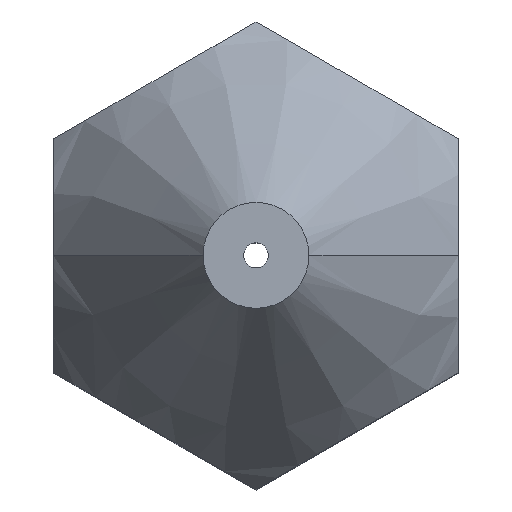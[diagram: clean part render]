
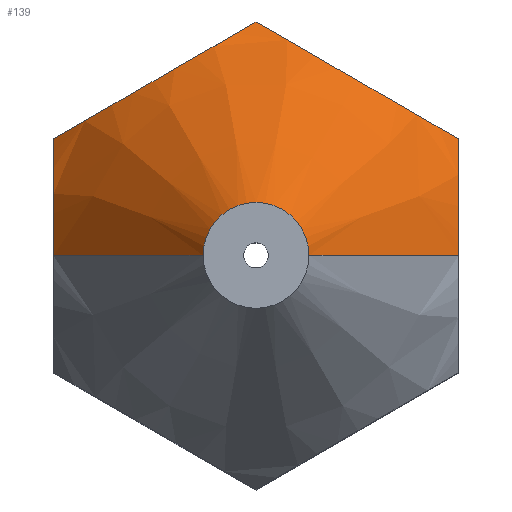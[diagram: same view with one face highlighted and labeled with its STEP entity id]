
A CAD part, top view. The second image highlights one B-rep face of the part: STEP entity #139.
In plain terms, the highlighted conical face has half-angle 34.992 degrees and reference radius 0.85 mm.
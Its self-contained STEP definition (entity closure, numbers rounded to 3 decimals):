
#13 = ORIENTED_EDGE ( 'NONE', *, *, #396, .F. ) ;
#14 = CARTESIAN_POINT ( 'NONE',  ( -3.25, 1.876, 0.353 ) ) ;
#15 = CONICAL_SURFACE ( 'NONE', #438, 0.85, 0.611 ) ;
#18 = CARTESIAN_POINT ( 'NONE',  ( -3.25, 0., 1.071 ) ) ;
#20 = LINE ( 'NONE', #646, #632 ) ;
#33 = VERTEX_POINT ( 'NONE', #414 ) ;
#35 = FACE_OUTER_BOUND ( 'NONE', #238, .T. ) ;
#45 = CARTESIAN_POINT ( 'NONE',  ( 3.25, 1.876, 0.353 ) ) ;
#46 = CARTESIAN_POINT ( 'NONE',  ( -2.349, 2.396, 0.925 ) ) ;
#48 = CARTESIAN_POINT ( 'NONE',  ( 3.25, 1.876, 0.353 ) ) ;
#49 = CARTESIAN_POINT ( 'NONE',  ( -1.92, 2.644, 1.052 ) ) ;
#85 = LINE ( 'NONE', #446, #270 ) ;
#120 = CARTESIAN_POINT ( 'NONE',  ( 0., 3.753, 0.353 ) ) ;
#131 = EDGE_CURVE ( 'NONE', #33, #638, #701, .T. ) ;
#136 = CARTESIAN_POINT ( 'NONE',  ( 1.33, 2.985, 1.052 ) ) ;
#139 = ADVANCED_FACE ( 'NONE', ( #35 ), #15, .T. ) ;
#143 = DIRECTION ( 'NONE',  ( 0., 0., -1. ) ) ;
#156 = CARTESIAN_POINT ( 'NONE',  ( 0., 0., 4.5 ) ) ;
#157 = CARTESIAN_POINT ( 'NONE',  ( -0.85, 0., 4.5 ) ) ;
#161 = CARTESIAN_POINT ( 'NONE',  ( 3.25, 0.17, 1.071 ) ) ;
#164 = CARTESIAN_POINT ( 'NONE',  ( 2.35, 2.396, 0.925 ) ) ;
#182 = B_SPLINE_CURVE_WITH_KNOTS ( 'NONE', 3,
 ( #45, #677, #557, #678, #561, #370, #294, #227, #161, #542 ),
 .UNSPECIFIED., .F., .F.,
 ( 4, 2, 2, 2, 4 ),
 ( 0.013, 0.013, 0.014, 0.014, 0.015 ),
 .UNSPECIFIED. ) ;
#203 = CARTESIAN_POINT ( 'NONE',  ( -3.25, 0.17, 1.071 ) ) ;
#211 = ORIENTED_EDGE ( 'NONE', *, *, #296, .F. ) ;
#227 = CARTESIAN_POINT ( 'NONE',  ( 3.25, 0.341, 1.052 ) ) ;
#228 = CARTESIAN_POINT ( 'NONE',  ( 3.009, 2.015, 0.552 ) ) ;
#232 = CARTESIAN_POINT ( 'NONE',  ( -3.009, 2.015, 0.552 ) ) ;
#238 = EDGE_LOOP ( 'NONE', ( #757, #256, #517, #745, #13, #266, #211 ) ) ;
#245 = CARTESIAN_POINT ( 'NONE',  ( -3.25, 1.597, 0.544 ) ) ;
#255 = CARTESIAN_POINT ( 'NONE',  ( -3.25, 1.15, 0.794 ) ) ;
#256 = ORIENTED_EDGE ( 'NONE', *, *, #398, .T. ) ;
#266 = ORIENTED_EDGE ( 'NONE', *, *, #131, .F. ) ;
#270 = VECTOR ( 'NONE', #742, 1000. ) ;
#275 = VERTEX_POINT ( 'NONE', #558 ) ;
#280 = EDGE_CURVE ( 'NONE', #334, #513, #182, .T. ) ;
#294 = CARTESIAN_POINT ( 'NONE',  ( 3.25, 0.675, 0.978 ) ) ;
#296 = EDGE_CURVE ( 'NONE', #418, #33, #85, .T. ) ;
#297 = CARTESIAN_POINT ( 'NONE',  ( -3.25, 0.341, 1.052 ) ) ;
#298 = CARTESIAN_POINT ( 'NONE',  ( -2.758, 2.161, 0.728 ) ) ;
#300 = CARTESIAN_POINT ( 'NONE',  ( -3.25, 0.836, 0.925 ) ) ;
#303 = CARTESIAN_POINT ( 'NONE',  ( -2.207, 2.478, 0.979 ) ) ;
#306 = CIRCLE ( 'NONE', #366, 0.85 ) ;
#323 = CARTESIAN_POINT ( 'NONE',  ( -3.25, 1.739, 0.451 ) ) ;
#334 = VERTEX_POINT ( 'NONE', #48 ) ;
#338 = CARTESIAN_POINT ( 'NONE',  ( 3.25, 0., 1.071 ) ) ;
#341 = CARTESIAN_POINT ( 'NONE',  ( -1.476, 2.901, 1.071 ) ) ;
#349 = CARTESIAN_POINT ( 'NONE',  ( 1.043, 3.151, 0.979 ) ) ;
#365 = DIRECTION ( 'NONE',  ( 0.573, 0., -0.819 ) ) ;
#366 = AXIS2_PLACEMENT_3D ( 'NONE', #156, #143, #449 ) ;
#370 = CARTESIAN_POINT ( 'NONE',  ( 3.25, 0.836, 0.925 ) ) ;
#383 = CARTESIAN_POINT ( 'NONE',  ( -0.492, 3.469, 0.728 ) ) ;
#396 = EDGE_CURVE ( 'NONE', #638, #775, #698, .T. ) ;
#398 = EDGE_CURVE ( 'NONE', #275, #513, #20, .T. ) ;
#401 = CARTESIAN_POINT ( 'NONE',  ( 0.241, 3.614, 0.552 ) ) ;
#410 = CARTESIAN_POINT ( 'NONE',  ( 3.25, 1.876, 0.353 ) ) ;
#414 = CARTESIAN_POINT ( 'NONE',  ( -3.25, 0., 1.071 ) ) ;
#418 = VERTEX_POINT ( 'NONE', #157 ) ;
#419 = CARTESIAN_POINT ( 'NONE',  ( -1.774, 2.729, 1.071 ) ) ;
#423 = CARTESIAN_POINT ( 'NONE',  ( -0.241, 3.614, 0.552 ) ) ;
#426 = EDGE_CURVE ( 'NONE', #775, #334, #734, .T. ) ;
#438 = AXIS2_PLACEMENT_3D ( 'NONE', #709, #624, #708 ) ;
#446 = CARTESIAN_POINT ( 'NONE',  ( -0.85, 0., 4.5 ) ) ;
#447 = CARTESIAN_POINT ( 'NONE',  ( -1.042, 3.151, 0.979 ) ) ;
#449 = DIRECTION ( 'NONE',  ( -1., 0., 0. ) ) ;
#461 = EDGE_CURVE ( 'NONE', #418, #275, #306, .T. ) ;
#470 = CARTESIAN_POINT ( 'NONE',  ( -3.25, 1.876, 0.353 ) ) ;
#485 = CARTESIAN_POINT ( 'NONE',  ( 0.901, 3.233, 0.925 ) ) ;
#498 = CARTESIAN_POINT ( 'NONE',  ( 0., 3.753, 0.353 ) ) ;
#505 = CARTESIAN_POINT ( 'NONE',  ( -3.25, 1.876, 0.353 ) ) ;
#513 = VERTEX_POINT ( 'NONE', #338 ) ;
#517 = ORIENTED_EDGE ( 'NONE', *, *, #280, .F. ) ;
#524 = CARTESIAN_POINT ( 'NONE',  ( -1.33, 2.985, 1.052 ) ) ;
#533 = CARTESIAN_POINT ( 'NONE',  ( -3.25, 0.675, 0.978 ) ) ;
#542 = CARTESIAN_POINT ( 'NONE',  ( 3.25, 0., 1.071 ) ) ;
#545 = CARTESIAN_POINT ( 'NONE',  ( 2.758, 2.16, 0.728 ) ) ;
#547 = CARTESIAN_POINT ( 'NONE',  ( 1.92, 2.644, 1.052 ) ) ;
#557 = CARTESIAN_POINT ( 'NONE',  ( 3.25, 1.597, 0.544 ) ) ;
#558 = CARTESIAN_POINT ( 'NONE',  ( 0.85, 0., 4.5 ) ) ;
#561 = CARTESIAN_POINT ( 'NONE',  ( 3.25, 1.15, 0.794 ) ) ;
#609 = CARTESIAN_POINT ( 'NONE',  ( -0.9, 3.233, 0.925 ) ) ;
#624 = DIRECTION ( 'NONE',  ( 0., 0., -1. ) ) ;
#632 = VECTOR ( 'NONE', #365, 1000. ) ;
#634 = CARTESIAN_POINT ( 'NONE',  ( 0., 3.753, 0.353 ) ) ;
#638 = VERTEX_POINT ( 'NONE', #14 ) ;
#646 = CARTESIAN_POINT ( 'NONE',  ( 0.85, 0., 4.5 ) ) ;
#661 = CARTESIAN_POINT ( 'NONE',  ( 0.492, 3.469, 0.728 ) ) ;
#677 = CARTESIAN_POINT ( 'NONE',  ( 3.25, 1.739, 0.451 ) ) ;
#678 = CARTESIAN_POINT ( 'NONE',  ( 3.25, 1.302, 0.716 ) ) ;
#682 = CARTESIAN_POINT ( 'NONE',  ( -3.25, 1.302, 0.716 ) ) ;
#698 = B_SPLINE_CURVE_WITH_KNOTS ( 'NONE', 3,
 ( #505, #232, #298, #46, #303, #49, #419, #341, #524, #447, #609, #383, #423, #120 ),
 .UNSPECIFIED., .F., .F.,
 ( 4, 2, 2, 2, 2, 2, 4 ),
 ( 0., 0.001, 0.002, 0.002, 0.003, 0.003, 0.004 ),
 .UNSPECIFIED. ) ;
#701 = B_SPLINE_CURVE_WITH_KNOTS ( 'NONE', 3,
 ( #18, #203, #297, #533, #300, #255, #682, #245, #323, #470 ),
 .UNSPECIFIED., .F., .F.,
 ( 4, 2, 2, 2, 4 ),
 ( 0.015, 0.016, 0.016, 0.017, 0.017 ),
 .UNSPECIFIED. ) ;
#708 = DIRECTION ( 'NONE',  ( -1., 0., 0. ) ) ;
#709 = CARTESIAN_POINT ( 'NONE',  ( 0., 0., 4.5 ) ) ;
#714 = CARTESIAN_POINT ( 'NONE',  ( 1.774, 2.728, 1.071 ) ) ;
#725 = CARTESIAN_POINT ( 'NONE',  ( 1.476, 2.9, 1.071 ) ) ;
#734 = B_SPLINE_CURVE_WITH_KNOTS ( 'NONE', 3,
 ( #498, #401, #661, #485, #349, #136, #725, #714, #547, #755, #164, #545, #228, #410 ),
 .UNSPECIFIED., .F., .F.,
 ( 4, 2, 2, 2, 2, 2, 4 ),
 ( 0., 0.001, 0.002, 0.002, 0.003, 0.003, 0.004 ),
 .UNSPECIFIED. ) ;
#742 = DIRECTION ( 'NONE',  ( -0.573, 0., -0.819 ) ) ;
#745 = ORIENTED_EDGE ( 'NONE', *, *, #426, .F. ) ;
#755 = CARTESIAN_POINT ( 'NONE',  ( 2.208, 2.478, 0.979 ) ) ;
#757 = ORIENTED_EDGE ( 'NONE', *, *, #461, .T. ) ;
#775 = VERTEX_POINT ( 'NONE', #634 ) ;
